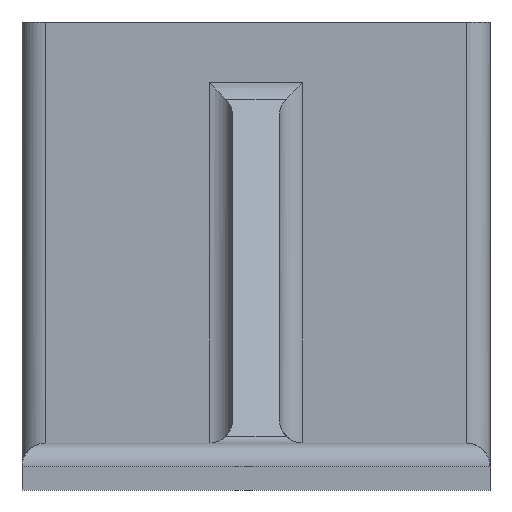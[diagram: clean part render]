
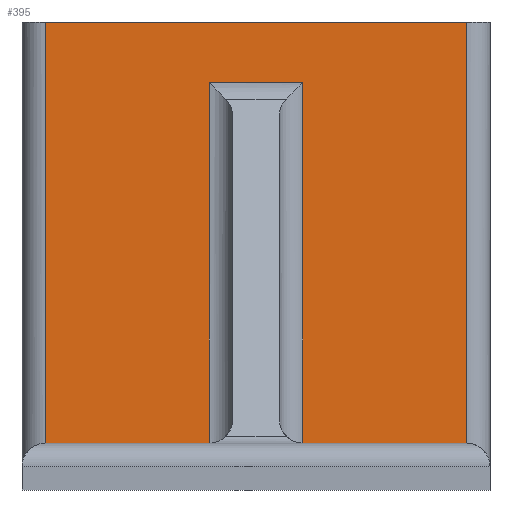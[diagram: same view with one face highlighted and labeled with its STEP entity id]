
A CAD part, front view. The second image highlights one B-rep face of the part: STEP entity #395.
In plain terms, the highlighted planar face has unit normal (0, -1, 0).
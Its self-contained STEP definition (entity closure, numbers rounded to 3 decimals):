
#18=PLANE('',#445);
#38=FACE_OUTER_BOUND('',#61,.T.);
#61=EDGE_LOOP('',(#302,#303,#304,#305,#306,#307,#308,#309));
#96=LINE('',#618,#135);
#99=LINE('',#627,#138);
#104=LINE('',#640,#143);
#108=LINE('',#647,#147);
#109=LINE('',#649,#148);
#112=LINE('',#655,#151);
#113=LINE('',#657,#152);
#114=LINE('',#658,#153);
#135=VECTOR('',#495,10.);
#138=VECTOR('',#504,10.);
#143=VECTOR('',#515,10.);
#147=VECTOR('',#519,10.);
#148=VECTOR('',#522,10.);
#151=VECTOR('',#527,10.);
#152=VECTOR('',#528,10.);
#153=VECTOR('',#529,10.);
#168=VERTEX_POINT('',#596);
#174=VERTEX_POINT('',#611);
#176=VERTEX_POINT('',#617);
#179=VERTEX_POINT('',#625);
#184=VERTEX_POINT('',#639);
#187=VERTEX_POINT('',#645);
#189=VERTEX_POINT('',#654);
#190=VERTEX_POINT('',#656);
#214=EDGE_CURVE('',#174,#176,#96,.T.);
#219=EDGE_CURVE('',#179,#168,#99,.T.);
#225=EDGE_CURVE('',#168,#184,#104,.T.);
#229=EDGE_CURVE('',#187,#174,#108,.T.);
#230=EDGE_CURVE('',#176,#179,#109,.T.);
#233=EDGE_CURVE('',#189,#187,#112,.T.);
#234=EDGE_CURVE('',#190,#189,#113,.T.);
#235=EDGE_CURVE('',#184,#190,#114,.T.);
#302=ORIENTED_EDGE('',*,*,#214,.F.);
#303=ORIENTED_EDGE('',*,*,#229,.F.);
#304=ORIENTED_EDGE('',*,*,#233,.F.);
#305=ORIENTED_EDGE('',*,*,#234,.F.);
#306=ORIENTED_EDGE('',*,*,#235,.F.);
#307=ORIENTED_EDGE('',*,*,#225,.F.);
#308=ORIENTED_EDGE('',*,*,#219,.F.);
#309=ORIENTED_EDGE('',*,*,#230,.F.);
#395=ADVANCED_FACE('',(#38),#18,.T.);
#445=AXIS2_PLACEMENT_3D('',#653,#525,#526);
#495=DIRECTION('',(0.,0.,1.));
#504=DIRECTION('',(0.,0.,-1.));
#515=DIRECTION('',(-1.,0.,0.));
#519=DIRECTION('',(-1.,0.,0.));
#522=DIRECTION('',(1.,0.,0.));
#525=DIRECTION('center_axis',(0.,-1.,0.));
#526=DIRECTION('ref_axis',(1.,0.,0.));
#527=DIRECTION('',(0.,0.,-1.));
#528=DIRECTION('',(-1.,0.,0.));
#529=DIRECTION('',(0.,0.,1.));
#596=CARTESIAN_POINT('',(45.,40.,10.));
#611=CARTESIAN_POINT('',(-45.,40.,10.));
#617=CARTESIAN_POINT('',(-45.,40.,100.));
#618=CARTESIAN_POINT('',(-45.,40.,5.));
#625=CARTESIAN_POINT('',(45.,40.,100.));
#627=CARTESIAN_POINT('',(45.,40.,5.));
#639=CARTESIAN_POINT('',(10.,40.,10.));
#640=CARTESIAN_POINT('',(-25.,40.,10.));
#645=CARTESIAN_POINT('',(-10.,40.,10.));
#647=CARTESIAN_POINT('',(-25.,40.,10.));
#649=CARTESIAN_POINT('',(-50.,40.,100.));
#653=CARTESIAN_POINT('Origin',(-50.,40.,10.));
#654=CARTESIAN_POINT('',(-10.,40.,87.071));
#655=CARTESIAN_POINT('',(-10.,40.,14.471));
#656=CARTESIAN_POINT('',(10.,40.,87.071));
#657=CARTESIAN_POINT('',(-25.,40.,87.071));
#658=CARTESIAN_POINT('',(10.,40.,14.471));
